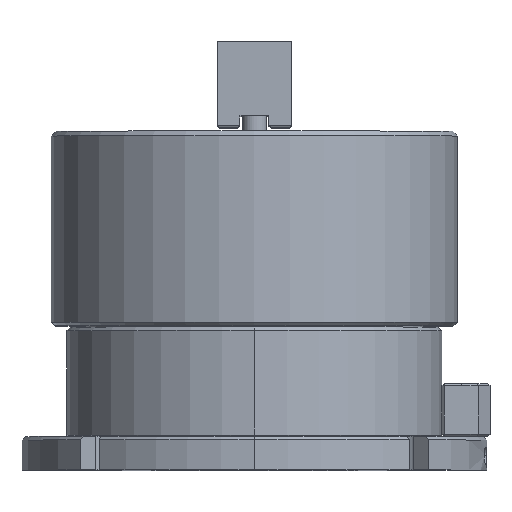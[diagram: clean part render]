
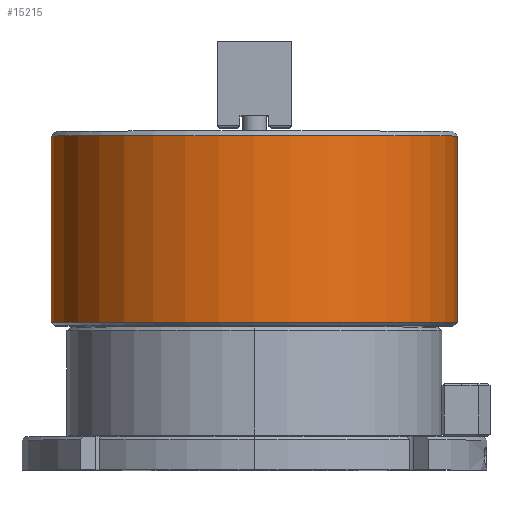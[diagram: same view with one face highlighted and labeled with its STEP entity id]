
A CAD part, top view. The second image highlights one B-rep face of the part: STEP entity #15215.
In plain terms, the highlighted cylindrical face has radius 84.5 mm (diameter 169 mm), a partial arc.
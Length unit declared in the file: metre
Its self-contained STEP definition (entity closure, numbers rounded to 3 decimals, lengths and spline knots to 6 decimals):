
#632 = EDGE_CURVE ( 'NONE', #22968, #33033, #15317, .T. ) ;
#1853 = VECTOR ( 'NONE', #8079, 1. ) ;
#4509 = EDGE_CURVE ( 'NONE', #33033, #10799, #9485, .T. ) ;
#5401 = DIRECTION ( 'NONE',  ( -1., 0., 0. ) ) ;
#5519 = CARTESIAN_POINT ( 'NONE',  ( -0.0795, 0., 0.0845 ) ) ;
#6421 = ORIENTED_EDGE ( 'NONE', *, *, #632, .T. ) ;
#8079 = DIRECTION ( 'NONE',  ( 1., 0., 0. ) ) ;
#8119 = CARTESIAN_POINT ( 'NONE',  ( 0., 0., 0. ) ) ;
#8457 = CARTESIAN_POINT ( 'NONE',  ( -0.0795, 0., 0. ) ) ;
#8959 = CARTESIAN_POINT ( 'NONE',  ( -0.0795, 0., -0.0845 ) ) ;
#9118 = EDGE_CURVE ( 'NONE', #22968, #15156, #9845, .T. ) ;
#9485 = LINE ( 'NONE', #23386, #1853 ) ;
#9770 = EDGE_CURVE ( 'NONE', #10799, #15156, #33131, .T. ) ;
#9845 = LINE ( 'NONE', #23941, #22715 ) ;
#10243 = CARTESIAN_POINT ( 'NONE',  ( -0.002, 0., -0.0845 ) ) ;
#10590 = DIRECTION ( 'NONE',  ( 1., 0., 0. ) ) ;
#10799 = VERTEX_POINT ( 'NONE', #10243 ) ;
#11042 = DIRECTION ( 'NONE',  ( 0., 0., 1. ) ) ;
#15156 = VERTEX_POINT ( 'NONE', #23196 ) ;
#15215 = ADVANCED_FACE ( 'NONE', ( #20709 ), #19902, .T. ) ;
#15317 = CIRCLE ( 'NONE', #28220, 0.0845 ) ;
#18795 = DIRECTION ( 'NONE',  ( 1., 0., 0. ) ) ;
#19902 = CYLINDRICAL_SURFACE ( 'NONE', #26755, 0.0845 ) ;
#20709 = FACE_OUTER_BOUND ( 'NONE', #22203, .T. ) ;
#20787 = CARTESIAN_POINT ( 'NONE',  ( -0.002, 0., 0. ) ) ;
#21859 = ORIENTED_EDGE ( 'NONE', *, *, #9770, .T. ) ;
#22197 = ORIENTED_EDGE ( 'NONE', *, *, #4509, .T. ) ;
#22203 = EDGE_LOOP ( 'NONE', ( #24565, #6421, #22197, #21859 ) ) ;
#22715 = VECTOR ( 'NONE', #18795, 1. ) ;
#22968 = VERTEX_POINT ( 'NONE', #5519 ) ;
#23196 = CARTESIAN_POINT ( 'NONE',  ( -0.002, 0., 0.0845 ) ) ;
#23365 = DIRECTION ( 'NONE',  ( 0., 0., -1. ) ) ;
#23386 = CARTESIAN_POINT ( 'NONE',  ( 0., 0., -0.0845 ) ) ;
#23941 = CARTESIAN_POINT ( 'NONE',  ( 0., 0., 0.0845 ) ) ;
#24565 = ORIENTED_EDGE ( 'NONE', *, *, #9118, .F. ) ;
#26076 = DIRECTION ( 'NONE',  ( 0., 0., -1. ) ) ;
#26422 = DIRECTION ( 'NONE',  ( 1., 0., 0. ) ) ;
#26755 = AXIS2_PLACEMENT_3D ( 'NONE', #8119, #10590, #26076 ) ;
#28220 = AXIS2_PLACEMENT_3D ( 'NONE', #8457, #26422, #11042 ) ;
#30721 = AXIS2_PLACEMENT_3D ( 'NONE', #20787, #5401, #23365 ) ;
#33033 = VERTEX_POINT ( 'NONE', #8959 ) ;
#33131 = CIRCLE ( 'NONE', #30721, 0.0845 ) ;
